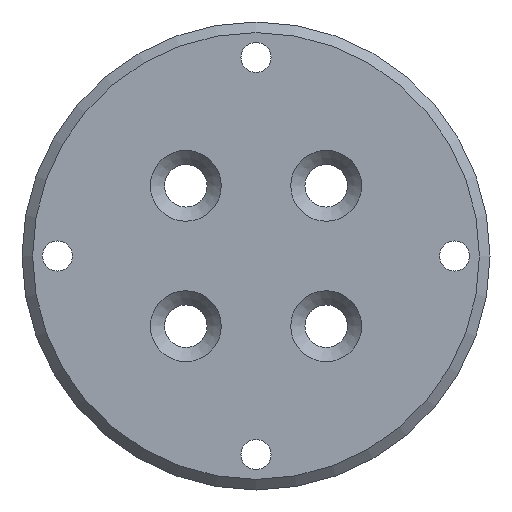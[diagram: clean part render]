
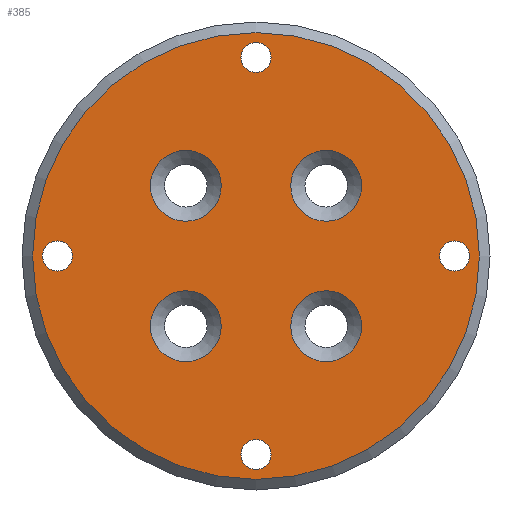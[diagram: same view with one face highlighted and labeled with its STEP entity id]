
A CAD part, left-side view. The second image highlights one B-rep face of the part: STEP entity #385.
In plain terms, the highlighted planar face has unit normal (-1, 0, 0).
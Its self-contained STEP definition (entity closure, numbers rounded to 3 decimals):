
#15=FACE_BOUND('',#79,.T.);
#16=FACE_BOUND('',#80,.T.);
#17=FACE_BOUND('',#81,.T.);
#18=FACE_BOUND('',#82,.T.);
#19=FACE_BOUND('',#83,.T.);
#20=FACE_BOUND('',#84,.T.);
#21=FACE_BOUND('',#85,.T.);
#22=FACE_BOUND('',#86,.T.);
#33=PLANE('',#427);
#54=FACE_OUTER_BOUND('',#78,.T.);
#78=EDGE_LOOP('',(#284));
#79=EDGE_LOOP('',(#285));
#80=EDGE_LOOP('',(#286));
#81=EDGE_LOOP('',(#287));
#82=EDGE_LOOP('',(#288));
#83=EDGE_LOOP('',(#289));
#84=EDGE_LOOP('',(#290));
#85=EDGE_LOOP('',(#291));
#86=EDGE_LOOP('',(#292));
#158=CIRCLE('',#422,31.5);
#162=CIRCLE('',#428,2.117);
#163=CIRCLE('',#429,2.117);
#164=CIRCLE('',#430,2.117);
#165=CIRCLE('',#431,2.117);
#166=CIRCLE('',#432,5.);
#167=CIRCLE('',#433,5.);
#168=CIRCLE('',#434,5.);
#169=CIRCLE('',#435,5.);
#190=VERTEX_POINT('',#613);
#194=VERTEX_POINT('',#625);
#195=VERTEX_POINT('',#627);
#196=VERTEX_POINT('',#629);
#197=VERTEX_POINT('',#631);
#198=VERTEX_POINT('',#633);
#199=VERTEX_POINT('',#635);
#200=VERTEX_POINT('',#637);
#201=VERTEX_POINT('',#639);
#222=EDGE_CURVE('',#190,#190,#158,.T.);
#228=EDGE_CURVE('',#194,#194,#162,.T.);
#229=EDGE_CURVE('',#195,#195,#163,.T.);
#230=EDGE_CURVE('',#196,#196,#164,.T.);
#231=EDGE_CURVE('',#197,#197,#165,.T.);
#232=EDGE_CURVE('',#198,#198,#166,.T.);
#233=EDGE_CURVE('',#199,#199,#167,.T.);
#234=EDGE_CURVE('',#200,#200,#168,.T.);
#235=EDGE_CURVE('',#201,#201,#169,.T.);
#284=ORIENTED_EDGE('',*,*,#222,.F.);
#285=ORIENTED_EDGE('',*,*,#228,.T.);
#286=ORIENTED_EDGE('',*,*,#229,.T.);
#287=ORIENTED_EDGE('',*,*,#230,.T.);
#288=ORIENTED_EDGE('',*,*,#231,.T.);
#289=ORIENTED_EDGE('',*,*,#232,.T.);
#290=ORIENTED_EDGE('',*,*,#233,.T.);
#291=ORIENTED_EDGE('',*,*,#234,.T.);
#292=ORIENTED_EDGE('',*,*,#235,.T.);
#385=ADVANCED_FACE('',(#54,#15,#16,#17,#18,#19,#20,#21,#22),#33,.T.);
#422=AXIS2_PLACEMENT_3D('',#614,#481,#482);
#427=AXIS2_PLACEMENT_3D('',#624,#493,#494);
#428=AXIS2_PLACEMENT_3D('',#626,#495,#496);
#429=AXIS2_PLACEMENT_3D('',#628,#497,#498);
#430=AXIS2_PLACEMENT_3D('',#630,#499,#500);
#431=AXIS2_PLACEMENT_3D('',#632,#501,#502);
#432=AXIS2_PLACEMENT_3D('',#634,#503,#504);
#433=AXIS2_PLACEMENT_3D('',#636,#505,#506);
#434=AXIS2_PLACEMENT_3D('',#638,#507,#508);
#435=AXIS2_PLACEMENT_3D('',#640,#509,#510);
#481=DIRECTION('center_axis',(1.,0.,0.));
#482=DIRECTION('ref_axis',(0.,0.,-1.));
#493=DIRECTION('center_axis',(-1.,0.,0.));
#494=DIRECTION('ref_axis',(0.,0.,1.));
#495=DIRECTION('center_axis',(1.,0.,0.));
#496=DIRECTION('ref_axis',(0.,-1.,0.));
#497=DIRECTION('center_axis',(1.,0.,0.));
#498=DIRECTION('ref_axis',(0.,-1.,0.));
#499=DIRECTION('center_axis',(1.,0.,0.));
#500=DIRECTION('ref_axis',(0.,-1.,0.));
#501=DIRECTION('center_axis',(1.,0.,0.));
#502=DIRECTION('ref_axis',(0.,-1.,0.));
#503=DIRECTION('center_axis',(1.,0.,0.));
#504=DIRECTION('ref_axis',(0.,-1.,0.));
#505=DIRECTION('center_axis',(1.,0.,0.));
#506=DIRECTION('ref_axis',(0.,-1.,0.));
#507=DIRECTION('center_axis',(1.,0.,0.));
#508=DIRECTION('ref_axis',(0.,-1.,0.));
#509=DIRECTION('center_axis',(1.,0.,0.));
#510=DIRECTION('ref_axis',(0.,-1.,0.));
#613=CARTESIAN_POINT('',(0.,0.,31.5));
#614=CARTESIAN_POINT('Origin',(0.,0.,0.));
#624=CARTESIAN_POINT('Origin',(0.,0.,0.));
#625=CARTESIAN_POINT('',(0.,-25.883,0.));
#626=CARTESIAN_POINT('Origin',(0.,-28.,0.));
#627=CARTESIAN_POINT('',(0.,2.117,-28.));
#628=CARTESIAN_POINT('Origin',(0.,0.,-28.));
#629=CARTESIAN_POINT('',(0.,30.117,0.));
#630=CARTESIAN_POINT('Origin',(0.,28.,0.));
#631=CARTESIAN_POINT('',(0.,2.117,28.));
#632=CARTESIAN_POINT('Origin',(0.,0.,28.));
#633=CARTESIAN_POINT('',(0.,-4.9,9.9));
#634=CARTESIAN_POINT('Origin',(0.,-9.9,9.9));
#635=CARTESIAN_POINT('',(0.,-4.9,-9.9));
#636=CARTESIAN_POINT('Origin',(0.,-9.9,-9.9));
#637=CARTESIAN_POINT('',(0.,14.9,-9.9));
#638=CARTESIAN_POINT('Origin',(0.,9.9,-9.9));
#639=CARTESIAN_POINT('',(0.,14.9,9.9));
#640=CARTESIAN_POINT('Origin',(0.,9.9,9.9));
